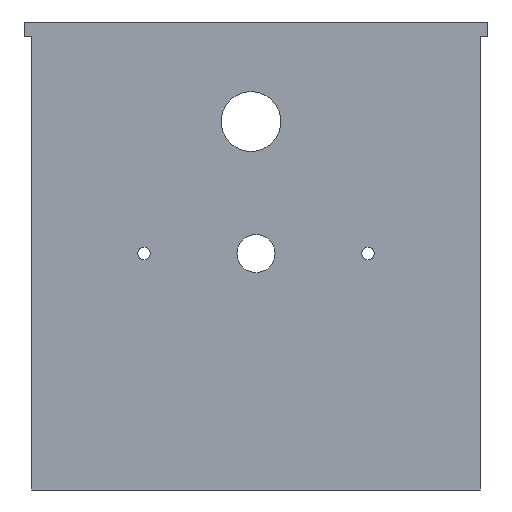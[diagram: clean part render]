
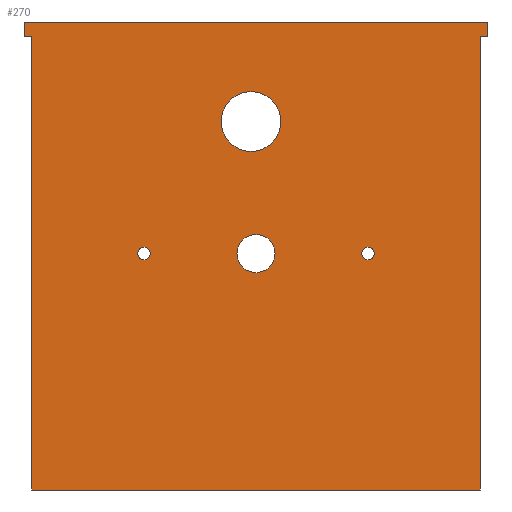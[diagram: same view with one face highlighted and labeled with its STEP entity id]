
A CAD part, front view. The second image highlights one B-rep face of the part: STEP entity #270.
In plain terms, the highlighted planar face has unit normal (0, -1, 0).
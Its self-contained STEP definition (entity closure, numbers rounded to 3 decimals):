
#4 = ORIENTED_EDGE ( 'NONE', *, *, #1899, .T. ) ;
#10 = VERTEX_POINT ( 'NONE', #603 ) ;
#21 = AXIS2_PLACEMENT_3D ( 'NONE', #477, #183, #1359 ) ;
#50 = CIRCLE ( 'NONE', #717, 7.65 ) ;
#65 = VERTEX_POINT ( 'NONE', #1159 ) ;
#73 = CARTESIAN_POINT ( 'NONE',  ( 45., -5., 92.5 ) ) ;
#77 = VECTOR ( 'NONE', #189, 1000. ) ;
#78 = DIRECTION ( 'NONE',  ( -1., 0., 0. ) ) ;
#85 = VERTEX_POINT ( 'NONE', #853 ) ;
#101 = EDGE_CURVE ( 'NONE', #85, #352, #1618, .T. ) ;
#121 = EDGE_LOOP ( 'NONE', ( #4, #1098 ) ) ;
#126 = ORIENTED_EDGE ( 'NONE', *, *, #1223, .F. ) ;
#133 = ORIENTED_EDGE ( 'NONE', *, *, #1173, .T. ) ;
#145 = EDGE_CURVE ( 'NONE', #1832, #1509, #182, .T. ) ;
#153 = AXIS2_PLACEMENT_3D ( 'NONE', #920, #1668, #1626 ) ;
#182 = CIRCLE ( 'NONE', #847, 7.65 ) ;
#183 = DIRECTION ( 'NONE',  ( 0., 1., 0. ) ) ;
#189 = DIRECTION ( 'NONE',  ( 0., 0., -1. ) ) ;
#190 = EDGE_CURVE ( 'NONE', #352, #446, #1440, .T. ) ;
#194 = EDGE_LOOP ( 'NONE', ( #1812, #1519 ) ) ;
#208 = DIRECTION ( 'NONE',  ( 0., 0., 1. ) ) ;
#214 = CARTESIAN_POINT ( 'NONE',  ( 90., -5., 90. ) ) ;
#263 = FACE_BOUND ( 'NONE', #194, .T. ) ;
#270 = ADVANCED_FACE ( 'NONE', ( #1048, #1780, #263, #1024, #1202 ), #871, .T. ) ;
#317 = DIRECTION ( 'NONE',  ( 0., 0., 1. ) ) ;
#326 = CIRCLE ( 'NONE', #680, 2.5 ) ;
#350 = VERTEX_POINT ( 'NONE', #1841 ) ;
#352 = VERTEX_POINT ( 'NONE', #774 ) ;
#359 = EDGE_LOOP ( 'NONE', ( #442, #654 ) ) ;
#365 = CIRCLE ( 'NONE', #1039, 12. ) ;
#366 = VECTOR ( 'NONE', #1608, 1000. ) ;
#372 = EDGE_CURVE ( 'NONE', #1026, #778, #617, .T. ) ;
#374 = CARTESIAN_POINT ( 'NONE',  ( 0., -5., 180. ) ) ;
#397 = VECTOR ( 'NONE', #1593, 1000. ) ;
#398 = ORIENTED_EDGE ( 'NONE', *, *, #101, .F. ) ;
#438 = CARTESIAN_POINT ( 'NONE',  ( 135., -5., 90. ) ) ;
#442 = ORIENTED_EDGE ( 'NONE', *, *, #855, .T. ) ;
#446 = VERTEX_POINT ( 'NONE', #1750 ) ;
#449 = ORIENTED_EDGE ( 'NONE', *, *, #1210, .T. ) ;
#459 = DIRECTION ( 'NONE',  ( 0., 1., 0. ) ) ;
#477 = CARTESIAN_POINT ( 'NONE',  ( 88., -5., 143. ) ) ;
#493 = DIRECTION ( 'NONE',  ( 0., 1., 0. ) ) ;
#500 = VECTOR ( 'NONE', #1699, 1000. ) ;
#508 = CARTESIAN_POINT ( 'NONE',  ( 0., -5., 183. ) ) ;
#541 = CARTESIAN_POINT ( 'NONE',  ( 180., -5., 0. ) ) ;
#559 = LINE ( 'NONE', #1473, #1761 ) ;
#567 = CARTESIAN_POINT ( 'NONE',  ( -3., -5., 183. ) ) ;
#577 = CARTESIAN_POINT ( 'NONE',  ( -3., -5., 177. ) ) ;
#596 = CARTESIAN_POINT ( 'NONE',  ( 45., -5., 87.5 ) ) ;
#598 = ORIENTED_EDGE ( 'NONE', *, *, #190, .F. ) ;
#603 = CARTESIAN_POINT ( 'NONE',  ( 88., -5., 131. ) ) ;
#617 = LINE ( 'NONE', #793, #1828 ) ;
#654 = ORIENTED_EDGE ( 'NONE', *, *, #145, .T. ) ;
#680 = AXIS2_PLACEMENT_3D ( 'NONE', #1115, #1708, #208 ) ;
#691 = ORIENTED_EDGE ( 'NONE', *, *, #1755, .T. ) ;
#714 = CARTESIAN_POINT ( 'NONE',  ( 90., -5., 90. ) ) ;
#717 = AXIS2_PLACEMENT_3D ( 'NONE', #214, #1584, #1418 ) ;
#734 = DIRECTION ( 'NONE',  ( 0., 1., 0. ) ) ;
#740 = CARTESIAN_POINT ( 'NONE',  ( 45., -5., 90. ) ) ;
#774 = CARTESIAN_POINT ( 'NONE',  ( 183., -5., 177. ) ) ;
#778 = VERTEX_POINT ( 'NONE', #1085 ) ;
#785 = CIRCLE ( 'NONE', #21, 12. ) ;
#793 = CARTESIAN_POINT ( 'NONE',  ( -3., -5., 177. ) ) ;
#826 = LINE ( 'NONE', #374, #77 ) ;
#847 = AXIS2_PLACEMENT_3D ( 'NONE', #714, #1452, #1308 ) ;
#853 = CARTESIAN_POINT ( 'NONE',  ( 183., -5., 183. ) ) ;
#855 = EDGE_CURVE ( 'NONE', #1509, #1832, #50, .T. ) ;
#871 = PLANE ( 'NONE',  #153 ) ;
#879 = EDGE_CURVE ( 'NONE', #350, #446, #1603, .T. ) ;
#892 = CARTESIAN_POINT ( 'NONE',  ( 90., -5., 82.35 ) ) ;
#897 = CARTESIAN_POINT ( 'NONE',  ( 135., -5., 87.5 ) ) ;
#920 = CARTESIAN_POINT ( 'NONE',  ( 0., -5., 0. ) ) ;
#957 = VERTEX_POINT ( 'NONE', #73 ) ;
#1016 = CARTESIAN_POINT ( 'NONE',  ( 183., -5., 183. ) ) ;
#1018 = CARTESIAN_POINT ( 'NONE',  ( 90., -5., 97.65 ) ) ;
#1024 = FACE_BOUND ( 'NONE', #1640, .T. ) ;
#1026 = VERTEX_POINT ( 'NONE', #577 ) ;
#1039 = AXIS2_PLACEMENT_3D ( 'NONE', #1083, #493, #317 ) ;
#1048 = FACE_OUTER_BOUND ( 'NONE', #1895, .T. ) ;
#1083 = CARTESIAN_POINT ( 'NONE',  ( 88., -5., 143. ) ) ;
#1085 = CARTESIAN_POINT ( 'NONE',  ( 0., -5., 177. ) ) ;
#1088 = EDGE_CURVE ( 'NONE', #1026, #1401, #559, .T. ) ;
#1096 = DIRECTION ( 'NONE',  ( 1., 0., 0. ) ) ;
#1098 = ORIENTED_EDGE ( 'NONE', *, *, #1620, .T. ) ;
#1100 = CARTESIAN_POINT ( 'NONE',  ( 135., -5., 92.5 ) ) ;
#1115 = CARTESIAN_POINT ( 'NONE',  ( 135., -5., 90. ) ) ;
#1128 = AXIS2_PLACEMENT_3D ( 'NONE', #740, #1350, #1209 ) ;
#1159 = CARTESIAN_POINT ( 'NONE',  ( 88., -5., 155. ) ) ;
#1165 = DIRECTION ( 'NONE',  ( 0., 0., 1. ) ) ;
#1173 = EDGE_CURVE ( 'NONE', #65, #10, #785, .T. ) ;
#1176 = VERTEX_POINT ( 'NONE', #1954 ) ;
#1197 = VECTOR ( 'NONE', #78, 1000. ) ;
#1202 = FACE_BOUND ( 'NONE', #359, .T. ) ;
#1209 = DIRECTION ( 'NONE',  ( 0., 0., 1. ) ) ;
#1210 = EDGE_CURVE ( 'NONE', #10, #65, #365, .T. ) ;
#1213 = CARTESIAN_POINT ( 'NONE',  ( 45., -5., 90. ) ) ;
#1221 = VERTEX_POINT ( 'NONE', #1100 ) ;
#1223 = EDGE_CURVE ( 'NONE', #350, #1176, #1661, .T. ) ;
#1275 = LINE ( 'NONE', #508, #1940 ) ;
#1293 = CARTESIAN_POINT ( 'NONE',  ( 183., -5., 177. ) ) ;
#1308 = DIRECTION ( 'NONE',  ( 0., 0., 1. ) ) ;
#1350 = DIRECTION ( 'NONE',  ( 0., 1., 0. ) ) ;
#1352 = CIRCLE ( 'NONE', #1128, 2.5 ) ;
#1359 = DIRECTION ( 'NONE',  ( 0., 0., 1. ) ) ;
#1398 = DIRECTION ( 'NONE',  ( 0., 0., 1. ) ) ;
#1401 = VERTEX_POINT ( 'NONE', #567 ) ;
#1412 = EDGE_CURVE ( 'NONE', #1576, #1221, #1598, .T. ) ;
#1413 = AXIS2_PLACEMENT_3D ( 'NONE', #438, #734, #1909 ) ;
#1418 = DIRECTION ( 'NONE',  ( 0., 0., 1. ) ) ;
#1440 = LINE ( 'NONE', #1293, #1197 ) ;
#1452 = DIRECTION ( 'NONE',  ( 0., 1., 0. ) ) ;
#1473 = CARTESIAN_POINT ( 'NONE',  ( -3., -5., 177. ) ) ;
#1509 = VERTEX_POINT ( 'NONE', #1018 ) ;
#1519 = ORIENTED_EDGE ( 'NONE', *, *, #1412, .T. ) ;
#1535 = CARTESIAN_POINT ( 'NONE',  ( 0., -5., -5. ) ) ;
#1567 = ORIENTED_EDGE ( 'NONE', *, *, #372, .T. ) ;
#1576 = VERTEX_POINT ( 'NONE', #897 ) ;
#1584 = DIRECTION ( 'NONE',  ( 0., 1., 0. ) ) ;
#1593 = DIRECTION ( 'NONE',  ( 0., 0., 1. ) ) ;
#1598 = CIRCLE ( 'NONE', #1413, 2.5 ) ;
#1603 = LINE ( 'NONE', #541, #397 ) ;
#1608 = DIRECTION ( 'NONE',  ( 0., 0., -1. ) ) ;
#1618 = LINE ( 'NONE', #1016, #366 ) ;
#1620 = EDGE_CURVE ( 'NONE', #1910, #957, #1627, .T. ) ;
#1626 = DIRECTION ( 'NONE',  ( 0., 0., -1. ) ) ;
#1627 = CIRCLE ( 'NONE', #1877, 2.5 ) ;
#1640 = EDGE_LOOP ( 'NONE', ( #133, #449 ) ) ;
#1661 = LINE ( 'NONE', #1535, #500 ) ;
#1668 = DIRECTION ( 'NONE',  ( 0., -1., 0. ) ) ;
#1683 = EDGE_CURVE ( 'NONE', #778, #1176, #826, .T. ) ;
#1698 = EDGE_CURVE ( 'NONE', #1221, #1576, #326, .T. ) ;
#1699 = DIRECTION ( 'NONE',  ( -1., 0., 0. ) ) ;
#1708 = DIRECTION ( 'NONE',  ( 0., 1., 0. ) ) ;
#1715 = DIRECTION ( 'NONE',  ( -1., 0., 0. ) ) ;
#1732 = ORIENTED_EDGE ( 'NONE', *, *, #879, .T. ) ;
#1750 = CARTESIAN_POINT ( 'NONE',  ( 180., -5., 177. ) ) ;
#1755 = EDGE_CURVE ( 'NONE', #85, #1401, #1275, .T. ) ;
#1761 = VECTOR ( 'NONE', #1165, 1000. ) ;
#1780 = FACE_BOUND ( 'NONE', #121, .T. ) ;
#1783 = ORIENTED_EDGE ( 'NONE', *, *, #1088, .F. ) ;
#1812 = ORIENTED_EDGE ( 'NONE', *, *, #1698, .T. ) ;
#1828 = VECTOR ( 'NONE', #1096, 1000. ) ;
#1832 = VERTEX_POINT ( 'NONE', #892 ) ;
#1841 = CARTESIAN_POINT ( 'NONE',  ( 180., -5., -5. ) ) ;
#1877 = AXIS2_PLACEMENT_3D ( 'NONE', #1213, #459, #1398 ) ;
#1895 = EDGE_LOOP ( 'NONE', ( #1931, #126, #1732, #598, #398, #691, #1783, #1567 ) ) ;
#1899 = EDGE_CURVE ( 'NONE', #957, #1910, #1352, .T. ) ;
#1909 = DIRECTION ( 'NONE',  ( 0., 0., 1. ) ) ;
#1910 = VERTEX_POINT ( 'NONE', #596 ) ;
#1931 = ORIENTED_EDGE ( 'NONE', *, *, #1683, .T. ) ;
#1940 = VECTOR ( 'NONE', #1715, 1000. ) ;
#1954 = CARTESIAN_POINT ( 'NONE',  ( 0., -5., -5. ) ) ;
